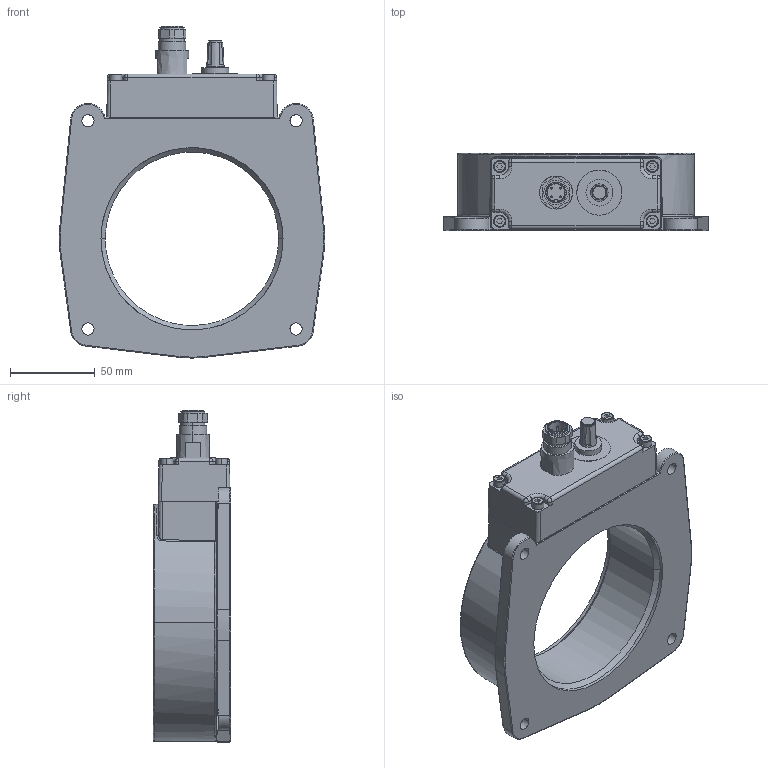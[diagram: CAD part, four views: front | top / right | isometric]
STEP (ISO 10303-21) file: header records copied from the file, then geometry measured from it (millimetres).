
FILE_DESCRIPTION(('FreeCAD Model'),'2;1');
FILE_NAME('Open CASCADE Shape Model','2025-05-09T06:20:12',('FreeCAD'),( 'FreeCAD'),'Open CASCADE STEP processor 7.6','FreeCAD','Unknown');
FILE_SCHEMA(('AUTOMOTIVE_DESIGN { 1 0 10303 214 1 1 1 1 }'));
Length unit declared in the file: millimetre
Products named in the file (1): Open CASCADE STEP translator 7.6 1
Bounding box: 156.4 x 45.49 x 195.7 mm (x, y, z)
Volume: 502883.1 mm3; surface area: 71385 mm2
Topology: 1 solids, 1 shells, 275 faces, 653 edges, 396 vertices
Faces by surface type: bspline 275
Entity records: 10248 total; most frequent: CARTESIAN_POINT 6558, ORIENTED_EDGE 1290, EDGE_CURVE 645, VERTEX_POINT 396, B_SPLINE_CURVE_WITH_KNOTS 353, FACE_BOUND 309, EDGE_LOOP 309, ADVANCED_FACE 275
